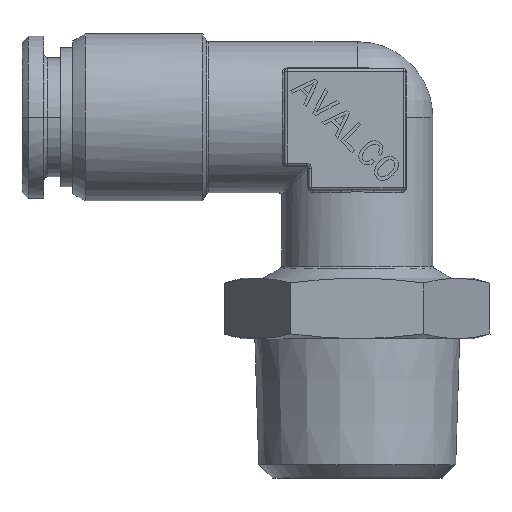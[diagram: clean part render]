
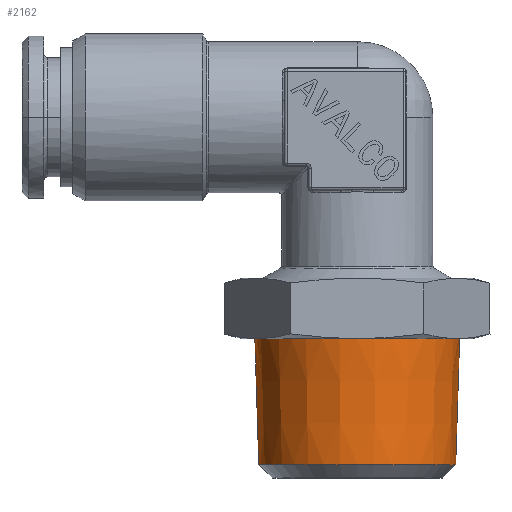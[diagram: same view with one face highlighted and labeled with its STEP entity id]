
A CAD part, top view. The second image highlights one B-rep face of the part: STEP entity #2162.
In plain terms, the highlighted conical face has half-angle 1.78 degrees and reference radius 8.297 mm.
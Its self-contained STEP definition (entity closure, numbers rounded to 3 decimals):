
#2025=CARTESIAN_POINT('Axis2P3D Location',(0.,-28.7,0.)) ;
#2029=CARTESIAN_POINT('Vertex',(8.135,-28.7,0.)) ;
#2031=CARTESIAN_POINT('Vertex',(-8.135,-28.7,0.)) ;
#2132=CARTESIAN_POINT('Axis2P3D Location',(0.,-23.5,0.)) ;
#2137=CARTESIAN_POINT('Axis2P3D Location',(0.,-18.3,0.)) ;
#2141=CARTESIAN_POINT('Vertex',(8.458,-18.3,0.)) ;
#2143=CARTESIAN_POINT('Vertex',(-8.458,-18.3,0.)) ;
#2146=CARTESIAN_POINT('Line Origine',(-15535.08,499601.742,0.)) ;
#2151=CARTESIAN_POINT('Line Origine',(15535.08,499601.742,0.)) ;
#2026=DIRECTION('Axis2P3D Direction',(-0.,1.,0.)) ;
#2133=DIRECTION('Axis2P3D Direction',(0.,1.,0.)) ;
#2134=DIRECTION('Axis2P3D XDirection',(-1.,0.,0.)) ;
#2138=DIRECTION('Axis2P3D Direction',(-0.,1.,0.)) ;
#2147=DIRECTION('Vector Direction',(-0.031,1.,0.)) ;
#2152=DIRECTION('Vector Direction',(0.031,1.,0.)) ;
#2027=AXIS2_PLACEMENT_3D('Circle Axis2P3D',#2025,#2026,$) ;
#2135=AXIS2_PLACEMENT_3D('Cone Axis2P3D',#2132,#2133,#2134) ;
#2139=AXIS2_PLACEMENT_3D('Circle Axis2P3D',#2137,#2138,$) ;
#2157=ORIENTED_EDGE('',*,*,#2145,.T.) ;
#2158=ORIENTED_EDGE('',*,*,#2150,.T.) ;
#2159=ORIENTED_EDGE('',*,*,#2033,.F.) ;
#2160=ORIENTED_EDGE('',*,*,#2155,.F.) ;
#2148=VECTOR('Line Direction',#2147,1.) ;
#2153=VECTOR('Line Direction',#2152,1.) ;
#2162=ADVANCED_FACE('PR505B-08R38',(#2161),#2136,.T.) ;
#2028=CIRCLE('generated circle',#2027,8.135) ;
#2140=CIRCLE('generated circle',#2139,8.458) ;
#2136=CONICAL_SURFACE('Cone',#2135,8.297,0.031) ;
#2033=EDGE_CURVE('',#2030,#2032,#2028,.F.) ;
#2145=EDGE_CURVE('',#2142,#2144,#2140,.F.) ;
#2150=EDGE_CURVE('',#2144,#2032,#2149,.F.) ;
#2155=EDGE_CURVE('',#2142,#2030,#2154,.F.) ;
#2156=EDGE_LOOP('',(#2157,#2158,#2159,#2160)) ;
#2161=FACE_OUTER_BOUND('',#2156,.T.) ;
#2149=LINE('Line',#2146,#2148) ;
#2154=LINE('Line',#2151,#2153) ;
#2030=VERTEX_POINT('',#2029) ;
#2032=VERTEX_POINT('',#2031) ;
#2142=VERTEX_POINT('',#2141) ;
#2144=VERTEX_POINT('',#2143) ;
